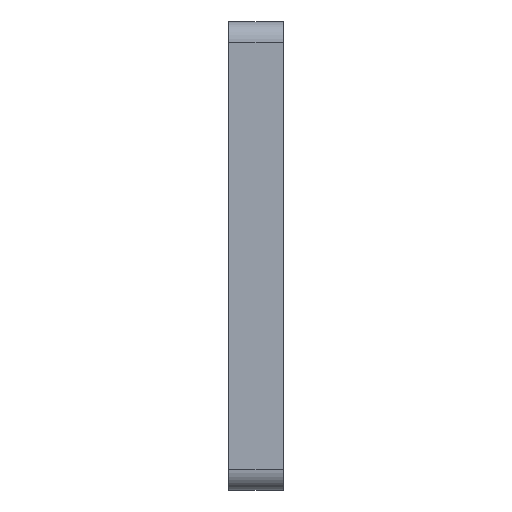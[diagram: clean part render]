
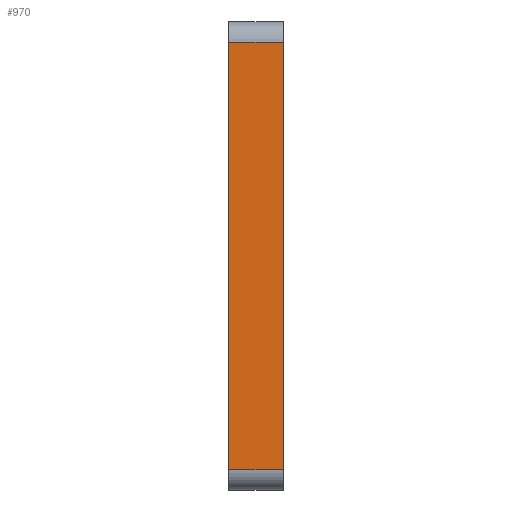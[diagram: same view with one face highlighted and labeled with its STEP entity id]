
A CAD part, left-side view. The second image highlights one B-rep face of the part: STEP entity #970.
In plain terms, the highlighted planar face has unit normal (-1, 0, 0).
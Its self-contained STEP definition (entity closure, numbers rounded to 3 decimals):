
#4 = DIRECTION ( 'NONE',  ( 0., 0., 1. ) ) ;
#30 = VERTEX_POINT ( 'NONE', #735 ) ;
#52 = CARTESIAN_POINT ( 'NONE',  ( -44., 0., 31.5 ) ) ;
#83 = EDGE_CURVE ( 'NONE', #1949, #30, #2067, .T. ) ;
#245 = VERTEX_POINT ( 'NONE', #815 ) ;
#535 = AXIS2_PLACEMENT_3D ( 'NONE', #919, #1946, #2548 ) ;
#572 = DIRECTION ( 'NONE',  ( 0., 1., 0. ) ) ;
#575 = LINE ( 'NONE', #598, #2199 ) ;
#598 = CARTESIAN_POINT ( 'NONE',  ( -44., 0., -34.5 ) ) ;
#613 = ORIENTED_EDGE ( 'NONE', *, *, #719, .F. ) ;
#651 = ORIENTED_EDGE ( 'NONE', *, *, #1439, .T. ) ;
#719 = EDGE_CURVE ( 'NONE', #245, #30, #1867, .T. ) ;
#735 = CARTESIAN_POINT ( 'NONE',  ( -44., 8., 31.5 ) ) ;
#815 = CARTESIAN_POINT ( 'NONE',  ( -44., 8., -31.5 ) ) ;
#919 = CARTESIAN_POINT ( 'NONE',  ( -44., 8., -34.5 ) ) ;
#937 = VECTOR ( 'NONE', #1696, 1000. ) ;
#970 = ADVANCED_FACE ( 'NONE', ( #1667 ), #1338, .F. ) ;
#1338 = PLANE ( 'NONE',  #535 ) ;
#1439 = EDGE_CURVE ( 'NONE', #1619, #1949, #575, .T. ) ;
#1488 = CARTESIAN_POINT ( 'NONE',  ( -44., 8., -31.5 ) ) ;
#1514 = VECTOR ( 'NONE', #572, 1000. ) ;
#1619 = VERTEX_POINT ( 'NONE', #1963 ) ;
#1659 = LINE ( 'NONE', #1488, #937 ) ;
#1667 = FACE_OUTER_BOUND ( 'NONE', #1986, .T. ) ;
#1696 = DIRECTION ( 'NONE',  ( 0., -1., 0. ) ) ;
#1857 = DIRECTION ( 'NONE',  ( 0., 0., 1. ) ) ;
#1865 = CARTESIAN_POINT ( 'NONE',  ( -44., 8., -34.5 ) ) ;
#1867 = LINE ( 'NONE', #1865, #2345 ) ;
#1946 = DIRECTION ( 'NONE',  ( 1., 0., 0. ) ) ;
#1949 = VERTEX_POINT ( 'NONE', #52 ) ;
#1963 = CARTESIAN_POINT ( 'NONE',  ( -44., 0., -31.5 ) ) ;
#1976 = ORIENTED_EDGE ( 'NONE', *, *, #2018, .T. ) ;
#1986 = EDGE_LOOP ( 'NONE', ( #613, #1976, #651, #2305 ) ) ;
#2018 = EDGE_CURVE ( 'NONE', #245, #1619, #1659, .T. ) ;
#2067 = LINE ( 'NONE', #2168, #1514 ) ;
#2168 = CARTESIAN_POINT ( 'NONE',  ( -44., 8., 31.5 ) ) ;
#2199 = VECTOR ( 'NONE', #4, 1000. ) ;
#2305 = ORIENTED_EDGE ( 'NONE', *, *, #83, .T. ) ;
#2345 = VECTOR ( 'NONE', #1857, 1000. ) ;
#2548 = DIRECTION ( 'NONE',  ( 0., 0., -1. ) ) ;
